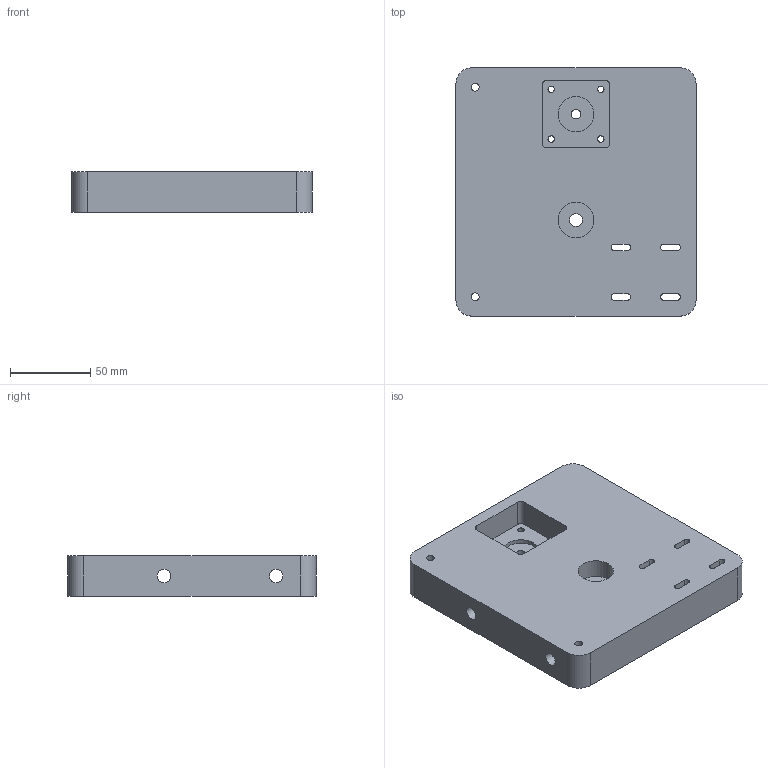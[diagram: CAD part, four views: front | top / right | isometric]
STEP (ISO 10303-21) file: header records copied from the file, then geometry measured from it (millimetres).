
FILE_DESCRIPTION(/* description */ (''),/* implementation_level */ '2;1');
FILE_NAME(/* name */ '001 v27.stp',/* time_stamp */ '2024-05-05T11:31:35+02:00',/* author */ (''),/* organization */ (''),/* preprocessor_version */ 'ST-DEVELOPER v20',/* originating_system */ 'Autodesk Translation Framework v12.20.1.177',/* authorisation */ '');
FILE_SCHEMA (('AUTOMOTIVE_DESIGN { 1 0 10303 214 3 1 1 }'));
Length unit declared in the file: millimetre
Products named in the file (1): 001
Bounding box: 150 x 155 x 25 mm (x, y, z)
Volume: 516346 mm3; surface area: 76872.6 mm2
Topology: 1 solids, 1 shells, 55 faces, 141 edges, 94 vertices
Faces by surface type: cylinder 31, plane 24
Full cylindrical faces by diameter (mm): 4 x4, 5 x2, 6 x1, 8 x1, 8.25 x2, 20.5 x2, 22.2 x1, 22.25 x2
Entity records: 1793 total; most frequent: DIRECTION 315, CARTESIAN_POINT 291, ORIENTED_EDGE 282, EDGE_CURVE 141, AXIS2_PLACEMENT_3D 118, VERTEX_POINT 94, EDGE_LOOP 89, LINE 79
